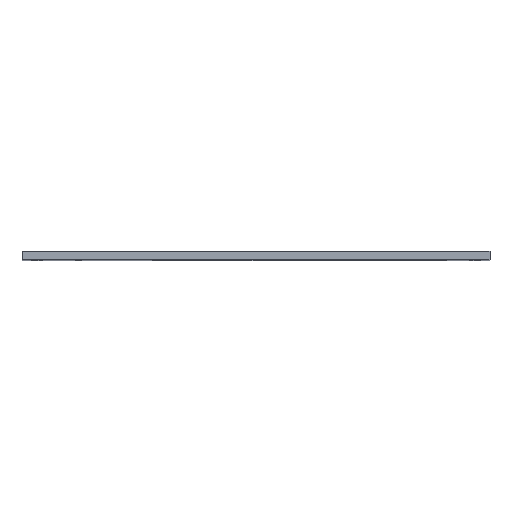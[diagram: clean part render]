
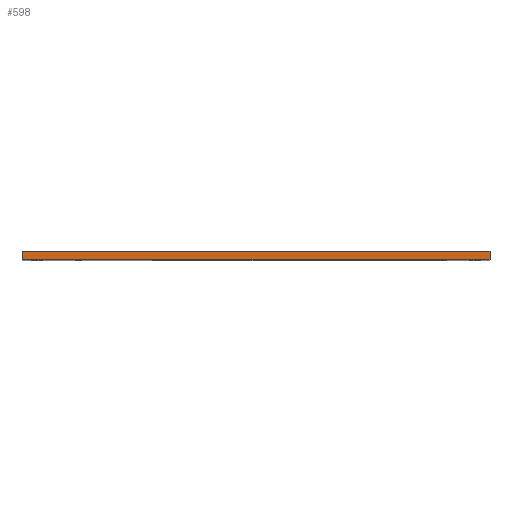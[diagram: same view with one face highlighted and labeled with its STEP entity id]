
A CAD part, top view. The second image highlights one B-rep face of the part: STEP entity #598.
In plain terms, the highlighted planar face has unit normal (0, 0, 1).
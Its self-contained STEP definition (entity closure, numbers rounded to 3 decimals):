
#61 = CARTESIAN_POINT ( 'NONE',  ( 106.245, -4., 186.978 ) ) ;
#80 = CARTESIAN_POINT ( 'NONE',  ( -113.755, -4., 186.978 ) ) ;
#108 = ORIENTED_EDGE ( 'NONE', *, *, #1260, .T. ) ;
#154 = CARTESIAN_POINT ( 'NONE',  ( -113.755, 0., 186.978 ) ) ;
#196 = VERTEX_POINT ( 'NONE', #810 ) ;
#268 = VECTOR ( 'NONE', #272, 1000. ) ;
#272 = DIRECTION ( 'NONE',  ( 0., 1., 0. ) ) ;
#281 = ORIENTED_EDGE ( 'NONE', *, *, #780, .F. ) ;
#291 = CARTESIAN_POINT ( 'NONE',  ( -113.755, -4., 186.978 ) ) ;
#343 = VERTEX_POINT ( 'NONE', #1007 ) ;
#359 = EDGE_CURVE ( 'NONE', #196, #343, #1235, .T. ) ;
#387 = DIRECTION ( 'NONE',  ( 1., 0., 0. ) ) ;
#405 = ORIENTED_EDGE ( 'NONE', *, *, #359, .T. ) ;
#524 = CARTESIAN_POINT ( 'NONE',  ( -113.755, -4., 186.978 ) ) ;
#595 = CARTESIAN_POINT ( 'NONE',  ( -113.755, 0., 186.978 ) ) ;
#598 = ADVANCED_FACE ( 'NONE', ( #709 ), #689, .T. ) ;
#610 = DIRECTION ( 'NONE',  ( 1., 0., 0. ) ) ;
#679 = CARTESIAN_POINT ( 'NONE',  ( -113.755, -4., 186.978 ) ) ;
#689 = PLANE ( 'NONE',  #844 ) ;
#709 = FACE_OUTER_BOUND ( 'NONE', #1303, .T. ) ;
#721 = VECTOR ( 'NONE', #991, 1000. ) ;
#780 = EDGE_CURVE ( 'NONE', #1050, #1041, #839, .T. ) ;
#810 = CARTESIAN_POINT ( 'NONE',  ( 106.245, -4., 186.978 ) ) ;
#839 = LINE ( 'NONE', #679, #721 ) ;
#844 = AXIS2_PLACEMENT_3D ( 'NONE', #291, #1019, #387 ) ;
#854 = LINE ( 'NONE', #524, #1085 ) ;
#991 = DIRECTION ( 'NONE',  ( 0., 1., 0. ) ) ;
#1007 = CARTESIAN_POINT ( 'NONE',  ( 106.245, 0., 186.978 ) ) ;
#1019 = DIRECTION ( 'NONE',  ( 0., 0., 1. ) ) ;
#1041 = VERTEX_POINT ( 'NONE', #154 ) ;
#1050 = VERTEX_POINT ( 'NONE', #80 ) ;
#1085 = VECTOR ( 'NONE', #610, 1000. ) ;
#1095 = EDGE_CURVE ( 'NONE', #1041, #343, #1224, .T. ) ;
#1120 = DIRECTION ( 'NONE',  ( 1., 0., 0. ) ) ;
#1224 = LINE ( 'NONE', #595, #1295 ) ;
#1235 = LINE ( 'NONE', #61, #268 ) ;
#1236 = ORIENTED_EDGE ( 'NONE', *, *, #1095, .F. ) ;
#1260 = EDGE_CURVE ( 'NONE', #1050, #196, #854, .T. ) ;
#1295 = VECTOR ( 'NONE', #1120, 1000. ) ;
#1303 = EDGE_LOOP ( 'NONE', ( #1236, #281, #108, #405 ) ) ;
